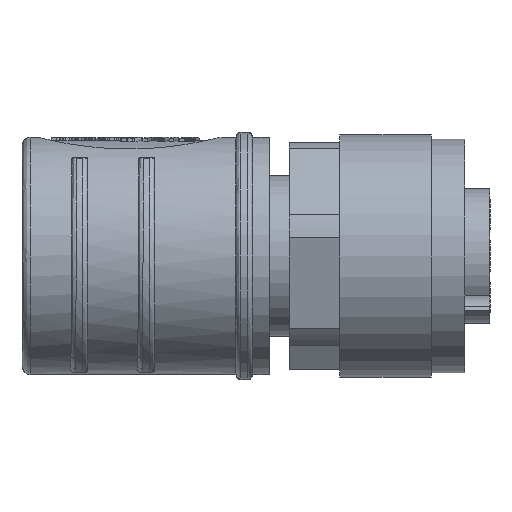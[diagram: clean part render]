
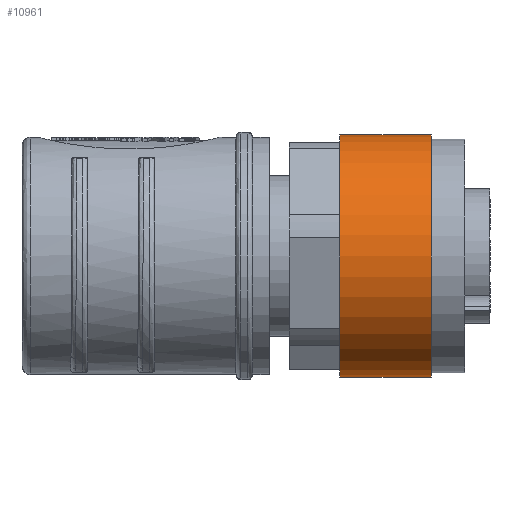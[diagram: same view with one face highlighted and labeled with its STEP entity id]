
A CAD part, left-side view. The second image highlights one B-rep face of the part: STEP entity #10961.
In plain terms, the highlighted cylindrical face has radius 7.25 mm (diameter 14.5 mm), a partial arc.
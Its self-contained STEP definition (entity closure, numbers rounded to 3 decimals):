
#430 = FACE_OUTER_BOUND ( 'NONE', #6872, .T. ) ;
#663 = DIRECTION ( 'NONE',  ( 0., 0., 1. ) ) ;
#975 = EDGE_CURVE ( 'NONE', #10844, #8105, #14638, .T. ) ;
#999 = LINE ( 'NONE', #8424, #14900 ) ;
#1363 = ORIENTED_EDGE ( 'NONE', *, *, #14573, .F. ) ;
#1797 = DIRECTION ( 'NONE',  ( 0., 1., 0. ) ) ;
#1953 = CARTESIAN_POINT ( 'NONE',  ( 0., -4.2, -7.25 ) ) ;
#2200 = CARTESIAN_POINT ( 'NONE',  ( 0., -9.7, 0. ) ) ;
#3497 = CYLINDRICAL_SURFACE ( 'NONE', #7209, 7.25 ) ;
#3827 = VERTEX_POINT ( 'NONE', #14181 ) ;
#4068 = ORIENTED_EDGE ( 'NONE', *, *, #8239, .F. ) ;
#5298 = AXIS2_PLACEMENT_3D ( 'NONE', #16107, #16103, #16091 ) ;
#6872 = EDGE_LOOP ( 'NONE', ( #1363, #4068, #9706, #13197 ) ) ;
#7209 = AXIS2_PLACEMENT_3D ( 'NONE', #2200, #11730, #13077 ) ;
#7418 = AXIS2_PLACEMENT_3D ( 'NONE', #16769, #8610, #663 ) ;
#7491 = CARTESIAN_POINT ( 'NONE',  ( 0., -9.7, 7.25 ) ) ;
#7677 = VECTOR ( 'NONE', #8829, 1000. ) ;
#8105 = VERTEX_POINT ( 'NONE', #1953 ) ;
#8239 = EDGE_CURVE ( 'NONE', #3827, #16145, #11287, .T. ) ;
#8424 = CARTESIAN_POINT ( 'NONE',  ( 0., -9.7, -7.25 ) ) ;
#8610 = DIRECTION ( 'NONE',  ( 0., -1., 0. ) ) ;
#8829 = DIRECTION ( 'NONE',  ( 0., 1., 0. ) ) ;
#9706 = ORIENTED_EDGE ( 'NONE', *, *, #11433, .T. ) ;
#10844 = VERTEX_POINT ( 'NONE', #15558 ) ;
#10961 = ADVANCED_FACE ( 'NONE', ( #430 ), #3497, .T. ) ;
#11287 = CIRCLE ( 'NONE', #7418, 7.25 ) ;
#11433 = EDGE_CURVE ( 'NONE', #3827, #10844, #14554, .T. ) ;
#11730 = DIRECTION ( 'NONE',  ( 0., 1., 0. ) ) ;
#12935 = CARTESIAN_POINT ( 'NONE',  ( 0., -9.7, -7.25 ) ) ;
#13077 = DIRECTION ( 'NONE',  ( 0., 0., 1. ) ) ;
#13197 = ORIENTED_EDGE ( 'NONE', *, *, #975, .T. ) ;
#14181 = CARTESIAN_POINT ( 'NONE',  ( 0., -9.7, 7.25 ) ) ;
#14554 = LINE ( 'NONE', #7491, #7677 ) ;
#14573 = EDGE_CURVE ( 'NONE', #16145, #8105, #999, .T. ) ;
#14638 = CIRCLE ( 'NONE', #5298, 7.25 ) ;
#14900 = VECTOR ( 'NONE', #1797, 1000. ) ;
#15558 = CARTESIAN_POINT ( 'NONE',  ( 0., -4.2, 7.25 ) ) ;
#16091 = DIRECTION ( 'NONE',  ( 0., 0., 1. ) ) ;
#16103 = DIRECTION ( 'NONE',  ( 0., -1., 0. ) ) ;
#16107 = CARTESIAN_POINT ( 'NONE',  ( 0., -4.2, 0. ) ) ;
#16145 = VERTEX_POINT ( 'NONE', #12935 ) ;
#16769 = CARTESIAN_POINT ( 'NONE',  ( 0., -9.7, 0. ) ) ;
